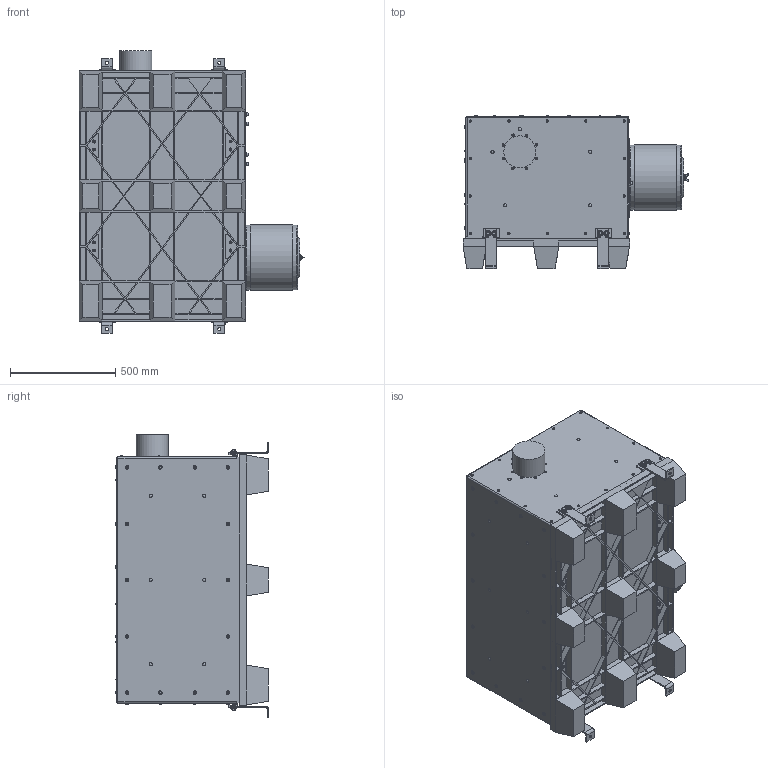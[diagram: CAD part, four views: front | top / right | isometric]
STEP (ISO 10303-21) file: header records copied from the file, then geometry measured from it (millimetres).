
FILE_DESCRIPTION(/* description */ (''),/* implementation_level */ '2;1');
FILE_NAME(/* name */ 'CAxxxxxxCXHA.stp',/* time_stamp */ '2018-03-12T10:04:30-04:00',/* author */ ('James'),/* organization */ (''),/* preprocessor_version */ 'ST-DEVELOPER v16.5',/* originating_system */ 'Autodesk Inventor 2017',/* authorisation */ '');
FILE_SCHEMA (('AUTOMOTIVE_DESIGN { 1 0 10303 214 3 1 1 }'));
Length unit declared in the file: inch
Products named in the file (1): CAxxxxxxCXH
Bounding box: 1072.79 x 725.78 x 1339.85 mm (x, y, z)
Volume: 577713273.8 mm3; surface area: 5967968.3 mm2
Topology: 1 solids, 1 shells, 1690 faces, 4097 edges, 2620 vertices
Faces by surface type: plane 936, cylinder 344, cone 180, sphere 119, bspline 84, torus 27
Full cylindrical faces by diameter (mm): 9.525 x12, 10.592 x2, 11.1 x40, 11.125 x8, 13.894 x2, 14.3 x4, 15.088 x33, 15.612 x4, 16.662 x40, 25.4 x10, 127 x2, 152.4 x1, 304.8 x1, 308.61 x1, 309.88 x1, 310.896 x1
Entity records: 98631 total; most frequent: CARTESIAN_POINT 61212, ORIENTED_EDGE 7570, DIRECTION 7296, EDGE_CURVE 3758, AXIS2_PLACEMENT_3D 2624, VERTEX_POINT 2467, EDGE_LOOP 2171, LINE 2048
